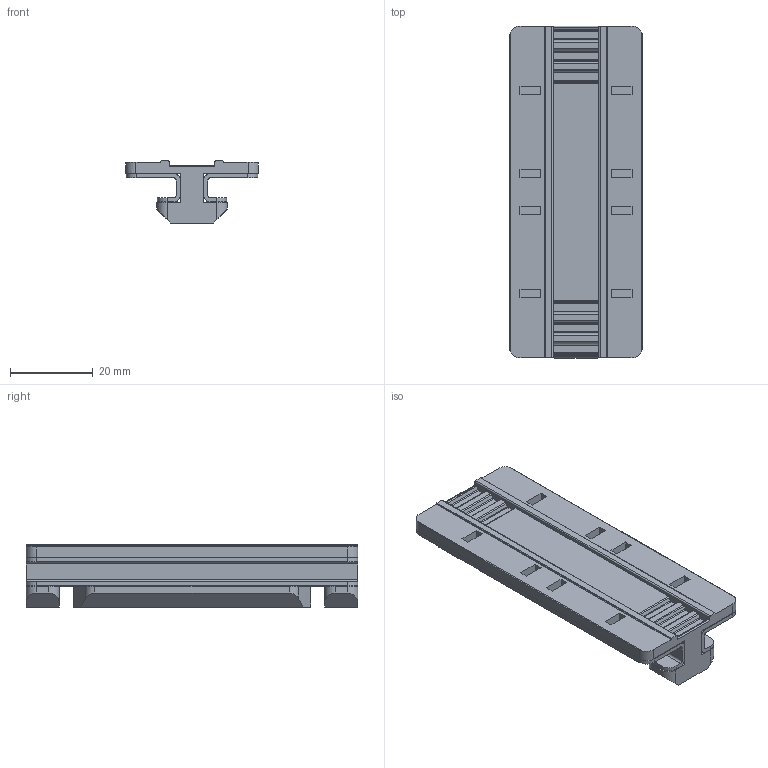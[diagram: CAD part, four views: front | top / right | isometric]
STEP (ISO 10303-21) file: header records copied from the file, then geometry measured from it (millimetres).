
FILE_DESCRIPTION(('STEP AP214'),'1');
FILE_NAME('cctmp_82ED4824-8A30-4EB9-8FAA-6FA955605742_2018_2_7_15_23_36_749..stp','2018-02-07T14:23:37',('item Industrietechnik GmbH'),('CADClick - www.CADClick.com'),'Spatial InterOp 3D',' ','unknown authorization');
FILE_SCHEMA(('AUTOMOTIVE_DESIGN'));
Length unit declared in the file: millimetre
Products named in the file (4): 2018_02_07__15-23-36-733
Assembly tree (3 placements, depth 2):
  (unnamed)
    2018_02_07__15-23-36-733
    2018_02_07__15-23-36-733
    2018_02_07__15-23-36-733
Bounding box: 32 x 80 x 15 mm (x, y, z)
Volume: 16998.2 mm3; surface area: 17618.9 mm2
Topology: 3 solids, 3 shells, 215 faces, 610 edges, 404 vertices
Faces by surface type: plane 145, cylinder 70
Entity records: 8853 total; most frequent: CARTESIAN_POINT 1277, ORIENTED_EDGE 1220, DIRECTION 1180, EDGE_CURVE 610, LINE 470, VECTOR 470, VERTEX_POINT 404, AXIS2_PLACEMENT_3D 355
